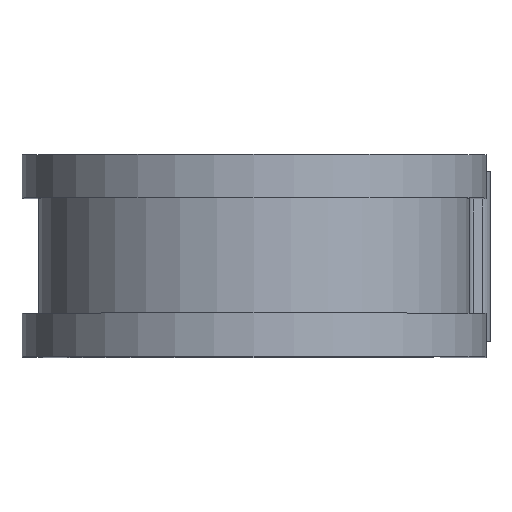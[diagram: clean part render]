
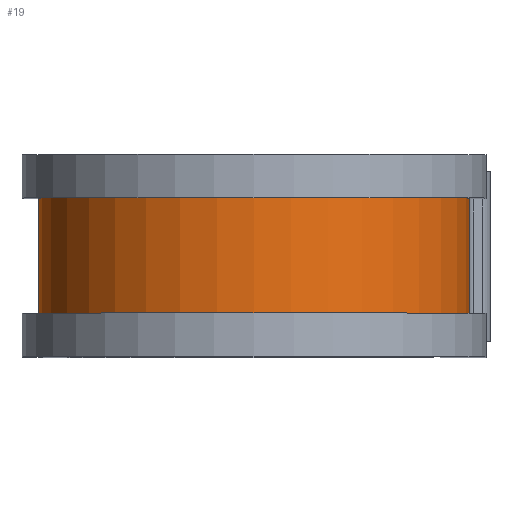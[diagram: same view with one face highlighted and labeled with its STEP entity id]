
A CAD part, top view. The second image highlights one B-rep face of the part: STEP entity #19.
In plain terms, the highlighted cylindrical face has radius 20.206 mm (diameter 40.411 mm), a partial arc.
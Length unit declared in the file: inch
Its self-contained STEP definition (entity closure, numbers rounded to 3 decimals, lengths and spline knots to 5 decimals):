
#19 = ADVANCED_FACE ( 'NONE', ( #1937 ), #1932, .T. ) ;
#117 = DIRECTION ( 'NONE',  ( 0., -1., 0. ) ) ;
#224 = ORIENTED_EDGE ( 'NONE', *, *, #2008, .F. ) ;
#395 = ORIENTED_EDGE ( 'NONE', *, *, #1861, .F. ) ;
#401 = AXIS2_PLACEMENT_3D ( 'NONE', #1746, #792, #1916 ) ;
#491 = VERTEX_POINT ( 'NONE', #1742 ) ;
#558 = VERTEX_POINT ( 'NONE', #1070 ) ;
#559 = VERTEX_POINT ( 'NONE', #1038 ) ;
#586 = EDGE_LOOP ( 'NONE', ( #224, #1260, #2115, #395 ) ) ;
#621 = DIRECTION ( 'NONE',  ( 0., -1., 0. ) ) ;
#649 = DIRECTION ( 'NONE',  ( 0., -1., 0. ) ) ;
#666 = AXIS2_PLACEMENT_3D ( 'NONE', #1883, #117, #1791 ) ;
#711 = CIRCLE ( 'NONE', #401, 0.7955 ) ;
#714 = LINE ( 'NONE', #1433, #871 ) ;
#792 = DIRECTION ( 'NONE',  ( 0., -1., 0. ) ) ;
#871 = VECTOR ( 'NONE', #649, 39.37008 ) ;
#895 = EDGE_CURVE ( 'NONE', #491, #559, #711, .T. ) ;
#925 = CARTESIAN_POINT ( 'NONE',  ( -0.7955, 0.3125, 1.375 ) ) ;
#964 = VERTEX_POINT ( 'NONE', #2081 ) ;
#1038 = CARTESIAN_POINT ( 'NONE',  ( -0.7955, 0.2125, 1.375 ) ) ;
#1070 = CARTESIAN_POINT ( 'NONE',  ( 0.7955, -0.2125, 1.375 ) ) ;
#1260 = ORIENTED_EDGE ( 'NONE', *, *, #895, .T. ) ;
#1433 = CARTESIAN_POINT ( 'NONE',  ( 0.7955, 0.3125, 1.375 ) ) ;
#1471 = EDGE_CURVE ( 'NONE', #559, #964, #1945, .T. ) ;
#1565 = CARTESIAN_POINT ( 'NONE',  ( 0., -0.2125, 1.375 ) ) ;
#1679 = VECTOR ( 'NONE', #2043, 39.37008 ) ;
#1742 = CARTESIAN_POINT ( 'NONE',  ( 0.7955, 0.2125, 1.375 ) ) ;
#1746 = CARTESIAN_POINT ( 'NONE',  ( 0., 0.2125, 1.375 ) ) ;
#1750 = DIRECTION ( 'NONE',  ( 0., 0., -1. ) ) ;
#1791 = DIRECTION ( 'NONE',  ( 0., 0., -1. ) ) ;
#1861 = EDGE_CURVE ( 'NONE', #558, #964, #2104, .T. ) ;
#1883 = CARTESIAN_POINT ( 'NONE',  ( 0., 0.3125, 1.375 ) ) ;
#1890 = AXIS2_PLACEMENT_3D ( 'NONE', #1565, #621, #1750 ) ;
#1916 = DIRECTION ( 'NONE',  ( 0., 0., -1. ) ) ;
#1932 = CYLINDRICAL_SURFACE ( 'NONE', #666, 0.7955 ) ;
#1937 = FACE_OUTER_BOUND ( 'NONE', #586, .T. ) ;
#1945 = LINE ( 'NONE', #925, #1679 ) ;
#2008 = EDGE_CURVE ( 'NONE', #491, #558, #714, .T. ) ;
#2043 = DIRECTION ( 'NONE',  ( 0., -1., 0. ) ) ;
#2081 = CARTESIAN_POINT ( 'NONE',  ( -0.7955, -0.2125, 1.375 ) ) ;
#2104 = CIRCLE ( 'NONE', #1890, 0.7955 ) ;
#2115 = ORIENTED_EDGE ( 'NONE', *, *, #1471, .T. ) ;
